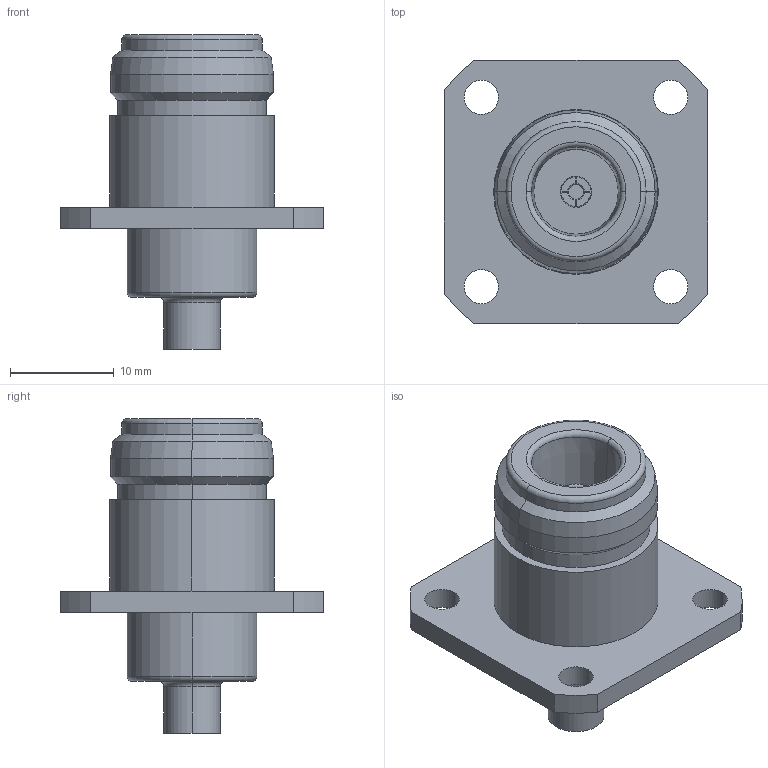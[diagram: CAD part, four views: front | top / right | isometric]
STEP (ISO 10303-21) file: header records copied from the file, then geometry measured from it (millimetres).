
FILE_DESCRIPTION (( 'STEP AP214' ), '1' );
FILE_NAME ('J01021A0164.STEP', '2016-07-06T08:59:00', ( '' ), ( '' ), 'SwSTEP 2.0', 'SolidWorks 2015', '' );
FILE_SCHEMA (( 'AUTOMOTIVE_DESIGN' ));
Length unit declared in the file: millimetre
Products named in the file (1): J01021A0164
Bounding box: 25.4 x 25.4 x 30.3 mm (x, y, z)
Volume: 4794.1 mm3; surface area: 3391.2 mm2
Topology: 1 solids, 2 shells, 87 faces, 200 edges, 126 vertices
Faces by surface type: cylinder 38, plane 25, cone 16, torus 8
Entity records: 3460 total; most frequent: CARTESIAN_POINT 462, DIRECTION 458, ORIENTED_EDGE 400, EDGE_CURVE 200, AXIS2_PLACEMENT_3D 186, VERTEX_POINT 126, EDGE_LOOP 106, CIRCLE 98
